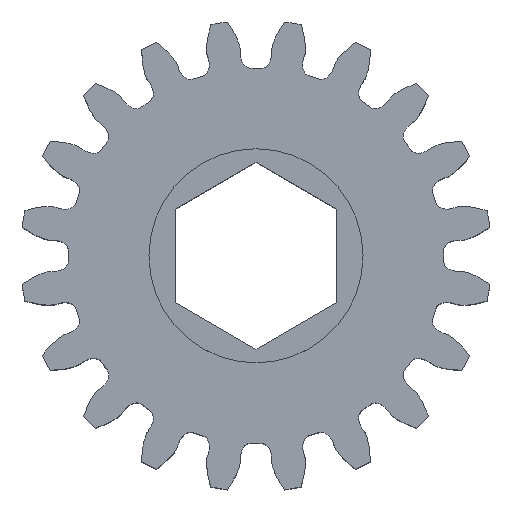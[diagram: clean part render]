
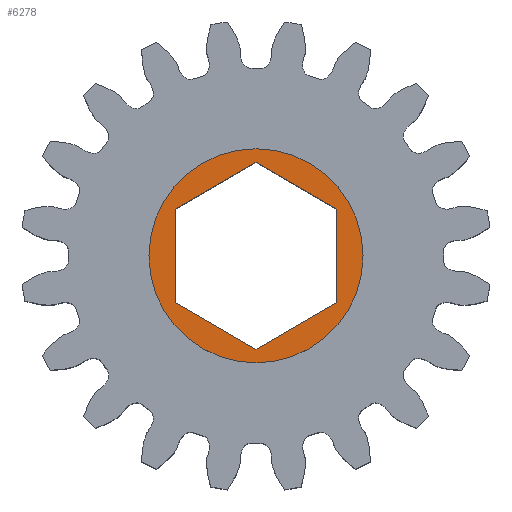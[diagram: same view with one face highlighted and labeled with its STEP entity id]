
A CAD part, top view. The second image highlights one B-rep face of the part: STEP entity #6278.
In plain terms, the highlighted planar face has unit normal (0, 0, 1).
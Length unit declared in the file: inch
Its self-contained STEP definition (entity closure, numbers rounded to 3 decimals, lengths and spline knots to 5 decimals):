
#26 = AXIS2_PLACEMENT_3D ( 'NONE', #4185, #4186, #4187 ) ;
#1096 = AXIS2_PLACEMENT_3D ( 'NONE', #8382, #8381, #8380 ) ;
#1098 = AXIS2_PLACEMENT_3D ( 'NONE', #8151, #8366, #8390 ) ;
#1105 = EDGE_CURVE ( 'NONE', #2147, #2138, #7611, .T. ) ;
#1109 = EDGE_CURVE ( 'NONE', #2138, #2147, #7606, .T. ) ;
#1119 = EDGE_CURVE ( 'NONE', #7697, #1939, #7588, .T. ) ;
#1120 = EDGE_CURVE ( 'NONE', #1939, #7728, #7591, .T. ) ;
#1121 = EDGE_CURVE ( 'NONE', #7728, #7721, #7585, .T. ) ;
#1122 = EDGE_CURVE ( 'NONE', #7721, #7685, #7583, .T. ) ;
#1123 = EDGE_CURVE ( 'NONE', #7685, #2142, #7581, .T. ) ;
#1124 = EDGE_CURVE ( 'NONE', #2142, #7697, #7579, .T. ) ;
#1939 = VERTEX_POINT ( 'NONE', #4939 ) ;
#2025 = ORIENTED_EDGE ( 'NONE', *, *, #1109, .T. ) ;
#2069 = ORIENTED_EDGE ( 'NONE', *, *, #1105, .T. ) ;
#2106 = ORIENTED_EDGE ( 'NONE', *, *, #1119, .T. ) ;
#2138 = VERTEX_POINT ( 'NONE', #5019 ) ;
#2142 = VERTEX_POINT ( 'NONE', #5010 ) ;
#2147 = VERTEX_POINT ( 'NONE', #5027 ) ;
#2178 = ORIENTED_EDGE ( 'NONE', *, *, #1122, .T. ) ;
#2185 = ORIENTED_EDGE ( 'NONE', *, *, #1123, .T. ) ;
#2222 = ORIENTED_EDGE ( 'NONE', *, *, #1124, .T. ) ;
#2232 = ORIENTED_EDGE ( 'NONE', *, *, #1121, .T. ) ;
#2255 = ORIENTED_EDGE ( 'NONE', *, *, #1120, .T. ) ;
#2562 = CARTESIAN_POINT ( 'NONE',  ( 0., 0.21824, 0.249 ) ) ;
#2571 = CARTESIAN_POINT ( 'NONE',  ( 0.189, -0.10912, 0.249 ) ) ;
#2583 = CARTESIAN_POINT ( 'NONE',  ( -0.189, -0.10912, 0.249 ) ) ;
#2607 = CARTESIAN_POINT ( 'NONE',  ( 0.189, 0.10912, 0.249 ) ) ;
#4183 = PLANE ( 'NONE',  #26 ) ;
#4185 = CARTESIAN_POINT ( 'NONE',  ( 0., 0., 0.249 ) ) ;
#4186 = DIRECTION ( 'NONE',  ( 0., 0., 1. ) ) ;
#4187 = DIRECTION ( 'NONE',  ( 1., 0., 0. ) ) ;
#4939 = CARTESIAN_POINT ( 'NONE',  ( -0.189, 0.10912, 0.249 ) ) ;
#5010 = CARTESIAN_POINT ( 'NONE',  ( 0., -0.21824, 0.249 ) ) ;
#5019 = CARTESIAN_POINT ( 'NONE',  ( -0.25, 0., 0.249 ) ) ;
#5027 = CARTESIAN_POINT ( 'NONE',  ( 0.25, 0., 0.249 ) ) ;
#6278 = ADVANCED_FACE ( 'NONE', ( #7434, #7433 ), #4183, .T. ) ;
#7433 = FACE_OUTER_BOUND ( 'NONE', #7657, .T. ) ;
#7434 = FACE_BOUND ( 'NONE', #7637, .T. ) ;
#7576 = VECTOR ( 'NONE', #8345, 39.37008 ) ;
#7578 = VECTOR ( 'NONE', #8347, 39.37008 ) ;
#7579 = LINE ( 'NONE', #8346, #7576 ) ;
#7580 = VECTOR ( 'NONE', #8349, 39.37008 ) ;
#7581 = LINE ( 'NONE', #8348, #7578 ) ;
#7582 = VECTOR ( 'NONE', #8351, 39.37008 ) ;
#7583 = LINE ( 'NONE', #8350, #7580 ) ;
#7584 = VECTOR ( 'NONE', #8353, 39.37008 ) ;
#7585 = LINE ( 'NONE', #8352, #7582 ) ;
#7586 = VECTOR ( 'NONE', #8363, 39.37008 ) ;
#7588 = LINE ( 'NONE', #8364, #7586 ) ;
#7591 = LINE ( 'NONE', #8358, #7584 ) ;
#7606 = CIRCLE ( 'NONE', #1096, 0.25 ) ;
#7611 = CIRCLE ( 'NONE', #1098, 0.25 ) ;
#7637 = EDGE_LOOP ( 'NONE', ( #2106, #2255, #2232, #2178, #2185, #2222 ) ) ;
#7657 = EDGE_LOOP ( 'NONE', ( #2025, #2069 ) ) ;
#7685 = VERTEX_POINT ( 'NONE', #2571 ) ;
#7697 = VERTEX_POINT ( 'NONE', #2583 ) ;
#7721 = VERTEX_POINT ( 'NONE', #2607 ) ;
#7728 = VERTEX_POINT ( 'NONE', #2562 ) ;
#8151 = CARTESIAN_POINT ( 'NONE',  ( 0., 0., 0.249 ) ) ;
#8345 = DIRECTION ( 'NONE',  ( -0.866, 0.5, 0. ) ) ;
#8346 = CARTESIAN_POINT ( 'NONE',  ( 0., -0.21824, 0.249 ) ) ;
#8347 = DIRECTION ( 'NONE',  ( -0.866, -0.5, 0. ) ) ;
#8348 = CARTESIAN_POINT ( 'NONE',  ( 0.189, -0.10912, 0.249 ) ) ;
#8349 = DIRECTION ( 'NONE',  ( 0., -1., 0. ) ) ;
#8350 = CARTESIAN_POINT ( 'NONE',  ( 0.189, 0.10912, 0.249 ) ) ;
#8351 = DIRECTION ( 'NONE',  ( 0.866, -0.5, 0. ) ) ;
#8352 = CARTESIAN_POINT ( 'NONE',  ( 0., 0.21824, 0.249 ) ) ;
#8353 = DIRECTION ( 'NONE',  ( 0.866, 0.5, 0. ) ) ;
#8358 = CARTESIAN_POINT ( 'NONE',  ( -0.189, 0.10912, 0.249 ) ) ;
#8363 = DIRECTION ( 'NONE',  ( 0., 1., 0. ) ) ;
#8364 = CARTESIAN_POINT ( 'NONE',  ( -0.189, -0.10912, 0.249 ) ) ;
#8366 = DIRECTION ( 'NONE',  ( 0., 0., 1. ) ) ;
#8380 = DIRECTION ( 'NONE',  ( 1., 0., 0. ) ) ;
#8381 = DIRECTION ( 'NONE',  ( 0., 0., 1. ) ) ;
#8382 = CARTESIAN_POINT ( 'NONE',  ( 0., 0., 0.249 ) ) ;
#8390 = DIRECTION ( 'NONE',  ( 1., 0., 0. ) ) ;
